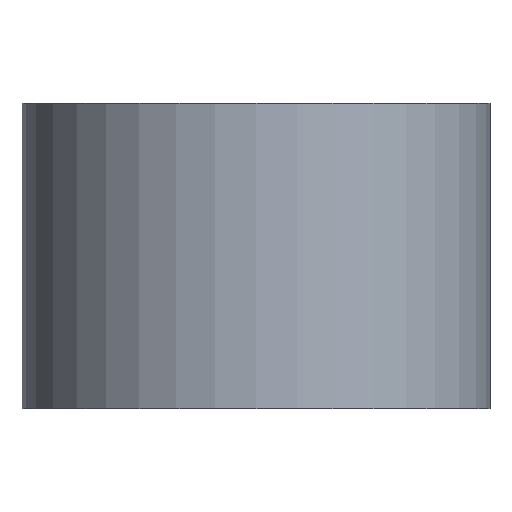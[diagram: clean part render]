
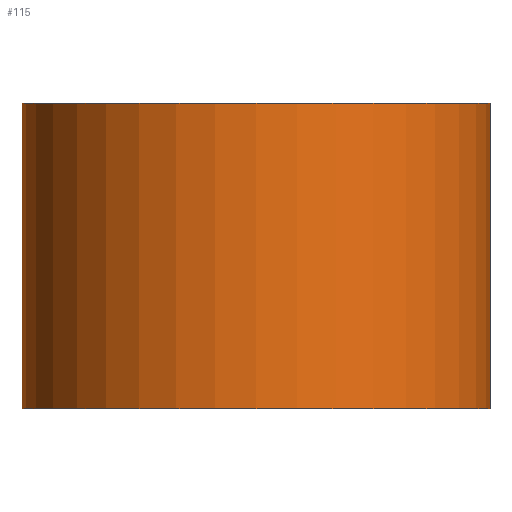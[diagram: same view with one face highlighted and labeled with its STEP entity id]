
A CAD part, front view. The second image highlights one B-rep face of the part: STEP entity #115.
In plain terms, the highlighted cylindrical face has radius 16.85 mm (diameter 33.7 mm), a partial arc.
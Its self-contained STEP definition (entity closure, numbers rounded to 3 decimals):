
#17 = CARTESIAN_POINT ( 'NONE',  ( 0., 0., 0. ) ) ;
#21 = CIRCLE ( 'NONE', #116, 16.85 ) ;
#34 = CARTESIAN_POINT ( 'NONE',  ( 16.85, 0., 0. ) ) ;
#37 = ORIENTED_EDGE ( 'NONE', *, *, #193, .T. ) ;
#43 = EDGE_LOOP ( 'NONE', ( #77, #98, #37, #243 ) ) ;
#47 = CIRCLE ( 'NONE', #111, 16.85 ) ;
#50 = DIRECTION ( 'NONE',  ( 0., 0., -1. ) ) ;
#67 = CARTESIAN_POINT ( 'NONE',  ( 0., 0., 22. ) ) ;
#72 = FACE_OUTER_BOUND ( 'NONE', #43, .T. ) ;
#77 = ORIENTED_EDGE ( 'NONE', *, *, #151, .F. ) ;
#87 = CARTESIAN_POINT ( 'NONE',  ( 16.85, 0., 22. ) ) ;
#94 = VERTEX_POINT ( 'NONE', #126 ) ;
#98 = ORIENTED_EDGE ( 'NONE', *, *, #105, .F. ) ;
#104 = DIRECTION ( 'NONE',  ( 1., 0., 0. ) ) ;
#105 = EDGE_CURVE ( 'NONE', #94, #244, #21, .T. ) ;
#106 = CARTESIAN_POINT ( 'NONE',  ( 16.85, 0., 22. ) ) ;
#107 = VECTOR ( 'NONE', #128, 1000. ) ;
#108 = LINE ( 'NONE', #87, #107 ) ;
#111 = AXIS2_PLACEMENT_3D ( 'NONE', #17, #123, #104 ) ;
#115 = ADVANCED_FACE ( 'NONE', ( #72 ), #230, .T. ) ;
#116 = AXIS2_PLACEMENT_3D ( 'NONE', #167, #166, #147 ) ;
#123 = DIRECTION ( 'NONE',  ( 0., 0., 1. ) ) ;
#124 = DIRECTION ( 'NONE',  ( 0., 0., -1. ) ) ;
#126 = CARTESIAN_POINT ( 'NONE',  ( -16.85, 0., 22. ) ) ;
#128 = DIRECTION ( 'NONE',  ( 0., 0., -1. ) ) ;
#147 = DIRECTION ( 'NONE',  ( 1., 0., 0. ) ) ;
#151 = EDGE_CURVE ( 'NONE', #244, #245, #108, .T. ) ;
#166 = DIRECTION ( 'NONE',  ( 0., 0., 1. ) ) ;
#167 = CARTESIAN_POINT ( 'NONE',  ( 0., 0., 22. ) ) ;
#193 = EDGE_CURVE ( 'NONE', #94, #216, #207, .T. ) ;
#204 = CARTESIAN_POINT ( 'NONE',  ( -16.85, 0., 22. ) ) ;
#207 = LINE ( 'NONE', #204, #225 ) ;
#212 = AXIS2_PLACEMENT_3D ( 'NONE', #67, #124, #231 ) ;
#216 = VERTEX_POINT ( 'NONE', #226 ) ;
#225 = VECTOR ( 'NONE', #50, 1000. ) ;
#226 = CARTESIAN_POINT ( 'NONE',  ( -16.85, 0., 0. ) ) ;
#229 = EDGE_CURVE ( 'NONE', #216, #245, #47, .T. ) ;
#230 = CYLINDRICAL_SURFACE ( 'NONE', #212, 16.85 ) ;
#231 = DIRECTION ( 'NONE',  ( -1., 0., 0. ) ) ;
#243 = ORIENTED_EDGE ( 'NONE', *, *, #229, .T. ) ;
#244 = VERTEX_POINT ( 'NONE', #106 ) ;
#245 = VERTEX_POINT ( 'NONE', #34 ) ;
